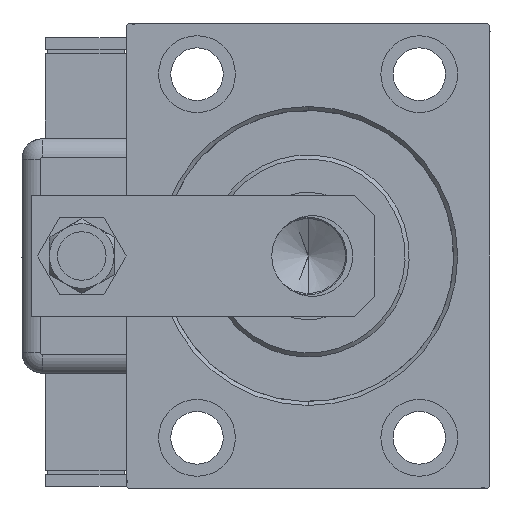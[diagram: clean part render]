
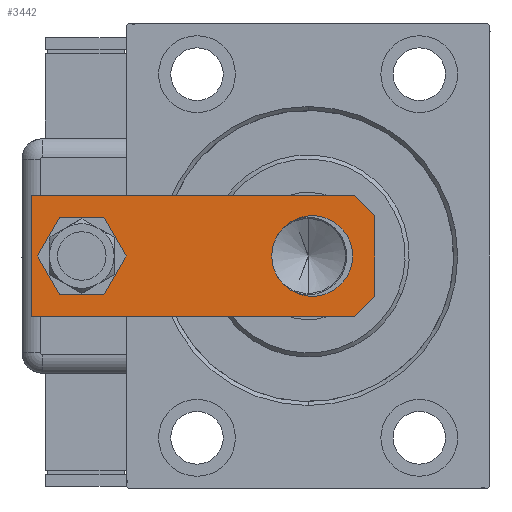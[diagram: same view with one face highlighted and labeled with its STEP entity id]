
A CAD part, left-side view. The second image highlights one B-rep face of the part: STEP entity #3442.
In plain terms, the highlighted face is planar.
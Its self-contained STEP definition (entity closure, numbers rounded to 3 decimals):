
#848 = ORIENTED_EDGE ( 'NONE', *, *, #6792, .T. ) ;
#1642 = DIRECTION ( 'NONE',  ( 0., 0., 1. ) ) ;
#2232 = FACE_OUTER_BOUND ( 'NONE', #45934, .T. ) ;
#2490 = ORIENTED_EDGE ( 'NONE', *, *, #41741, .T. ) ;
#3254 = LINE ( 'NONE', #3555, #39192 ) ;
#3442 = ADVANCED_FACE ( 'NONE', ( #2232, #57088, #47983 ), #53447, .F. ) ;
#3555 = CARTESIAN_POINT ( 'NONE',  ( -10., 0., 0. ) ) ;
#4410 = ORIENTED_EDGE ( 'NONE', *, *, #21697, .T. ) ;
#5089 = DIRECTION ( 'NONE',  ( 1., 0., 0. ) ) ;
#5317 = EDGE_LOOP ( 'NONE', ( #32049, #4410 ) ) ;
#5877 = VECTOR ( 'NONE', #52279, 1000. ) ;
#6031 = VERTEX_POINT ( 'NONE', #9161 ) ;
#6792 = EDGE_CURVE ( 'NONE', #11769, #21817, #3254, .T. ) ;
#7345 = AXIS2_PLACEMENT_3D ( 'NONE', #33858, #48076, #25078 ) ;
#7361 = DIRECTION ( 'NONE',  ( 1., 0., 0. ) ) ;
#7648 = VERTEX_POINT ( 'NONE', #45583 ) ;
#8741 = LINE ( 'NONE', #27226, #37483 ) ;
#8926 = EDGE_CURVE ( 'NONE', #50889, #49962, #23833, .T. ) ;
#9161 = CARTESIAN_POINT ( 'NONE',  ( 15., 5., 0. ) ) ;
#10625 = AXIS2_PLACEMENT_3D ( 'NONE', #21884, #39460, #7361 ) ;
#10770 = VERTEX_POINT ( 'NONE', #28820 ) ;
#10829 = EDGE_CURVE ( 'NONE', #6031, #10770, #21814, .T. ) ;
#11669 = VECTOR ( 'NONE', #12721, 1000. ) ;
#11769 = VERTEX_POINT ( 'NONE', #49841 ) ;
#12721 = DIRECTION ( 'NONE',  ( 0., 1., 0. ) ) ;
#12923 = AXIS2_PLACEMENT_3D ( 'NONE', #25282, #1642, #34954 ) ;
#17634 = CARTESIAN_POINT ( 'NONE',  ( 15., 85., 0. ) ) ;
#20995 = ORIENTED_EDGE ( 'NONE', *, *, #56398, .F. ) ;
#21697 = EDGE_CURVE ( 'NONE', #49962, #50889, #39619, .T. ) ;
#21814 = LINE ( 'NONE', #53939, #45152 ) ;
#21817 = VERTEX_POINT ( 'NONE', #55203 ) ;
#21884 = CARTESIAN_POINT ( 'NONE',  ( 0., 72.5, 0. ) ) ;
#22380 = CARTESIAN_POINT ( 'NONE',  ( 7., 72.5, 0. ) ) ;
#23833 = CIRCLE ( 'NONE', #7345, 7. ) ;
#24056 = ORIENTED_EDGE ( 'NONE', *, *, #10829, .T. ) ;
#24136 = DIRECTION ( 'NONE',  ( -1., 0., 0. ) ) ;
#24836 = CARTESIAN_POINT ( 'NONE',  ( 0., 15.5, 0. ) ) ;
#25078 = DIRECTION ( 'NONE',  ( 1., 0., 0. ) ) ;
#25282 = CARTESIAN_POINT ( 'NONE',  ( 0., 0., 0. ) ) ;
#25655 = AXIS2_PLACEMENT_3D ( 'NONE', #49545, #49845, #39556 ) ;
#26588 = DIRECTION ( 'NONE',  ( -0.707, 0.707, 0. ) ) ;
#27226 = CARTESIAN_POINT ( 'NONE',  ( -15., 0., 0. ) ) ;
#27410 = VERTEX_POINT ( 'NONE', #54867 ) ;
#27559 = CARTESIAN_POINT ( 'NONE',  ( 15., 0., 0. ) ) ;
#28379 = LINE ( 'NONE', #46232, #47455 ) ;
#28394 = EDGE_LOOP ( 'NONE', ( #58467, #2490 ) ) ;
#28820 = CARTESIAN_POINT ( 'NONE',  ( 10., 0., 0. ) ) ;
#30907 = ORIENTED_EDGE ( 'NONE', *, *, #58778, .F. ) ;
#32049 = ORIENTED_EDGE ( 'NONE', *, *, #8926, .T. ) ;
#33485 = EDGE_CURVE ( 'NONE', #27410, #48969, #59536, .T. ) ;
#33858 = CARTESIAN_POINT ( 'NONE',  ( 0., 72.5, 0. ) ) ;
#34954 = DIRECTION ( 'NONE',  ( 1., 0., 0. ) ) ;
#36980 = CARTESIAN_POINT ( 'NONE',  ( -7., 72.5, 0. ) ) ;
#37440 = CIRCLE ( 'NONE', #38378, 10. ) ;
#37483 = VECTOR ( 'NONE', #5089, 1000. ) ;
#38028 = CARTESIAN_POINT ( 'NONE',  ( -15., 85., 0. ) ) ;
#38148 = DIRECTION ( 'NONE',  ( 0., 0., 1. ) ) ;
#38378 = AXIS2_PLACEMENT_3D ( 'NONE', #24836, #38148, #48133 ) ;
#39192 = VECTOR ( 'NONE', #26588, 1000. ) ;
#39460 = DIRECTION ( 'NONE',  ( 0., 0., 1. ) ) ;
#39556 = DIRECTION ( 'NONE',  ( 1., 0., 0. ) ) ;
#39619 = CIRCLE ( 'NONE', #10625, 7. ) ;
#39974 = DIRECTION ( 'NONE',  ( -0.707, -0.707, 0. ) ) ;
#41741 = EDGE_CURVE ( 'NONE', #48969, #27410, #37440, .T. ) ;
#42649 = ORIENTED_EDGE ( 'NONE', *, *, #43034, .F. ) ;
#43034 = EDGE_CURVE ( 'NONE', #11769, #10770, #8741, .T. ) ;
#43947 = ORIENTED_EDGE ( 'NONE', *, *, #59172, .F. ) ;
#45152 = VECTOR ( 'NONE', #39974, 1000. ) ;
#45583 = CARTESIAN_POINT ( 'NONE',  ( -15., 85., 0. ) ) ;
#45934 = EDGE_LOOP ( 'NONE', ( #42649, #848, #20995, #43947, #30907, #24056 ) ) ;
#46232 = CARTESIAN_POINT ( 'NONE',  ( 15., 85., 0. ) ) ;
#47455 = VECTOR ( 'NONE', #24136, 1000. ) ;
#47983 = FACE_BOUND ( 'NONE', #28394, .T. ) ;
#48076 = DIRECTION ( 'NONE',  ( 0., 0., 1. ) ) ;
#48133 = DIRECTION ( 'NONE',  ( 1., 0., 0. ) ) ;
#48410 = VERTEX_POINT ( 'NONE', #17634 ) ;
#48969 = VERTEX_POINT ( 'NONE', #55349 ) ;
#49545 = CARTESIAN_POINT ( 'NONE',  ( 0., 15.5, 0. ) ) ;
#49841 = CARTESIAN_POINT ( 'NONE',  ( -10., 0., 0. ) ) ;
#49845 = DIRECTION ( 'NONE',  ( 0., 0., 1. ) ) ;
#49962 = VERTEX_POINT ( 'NONE', #22380 ) ;
#50889 = VERTEX_POINT ( 'NONE', #36980 ) ;
#52279 = DIRECTION ( 'NONE',  ( 0., -1., 0. ) ) ;
#53447 = PLANE ( 'NONE',  #12923 ) ;
#53939 = CARTESIAN_POINT ( 'NONE',  ( 15., 5., 0. ) ) ;
#54519 = LINE ( 'NONE', #27559, #11669 ) ;
#54867 = CARTESIAN_POINT ( 'NONE',  ( -10., 15.5, 0. ) ) ;
#55203 = CARTESIAN_POINT ( 'NONE',  ( -15., 5., 0. ) ) ;
#55349 = CARTESIAN_POINT ( 'NONE',  ( 10., 15.5, 0. ) ) ;
#56398 = EDGE_CURVE ( 'NONE', #7648, #21817, #56827, .T. ) ;
#56827 = LINE ( 'NONE', #38028, #5877 ) ;
#57088 = FACE_BOUND ( 'NONE', #5317, .T. ) ;
#58467 = ORIENTED_EDGE ( 'NONE', *, *, #33485, .T. ) ;
#58778 = EDGE_CURVE ( 'NONE', #6031, #48410, #54519, .T. ) ;
#59172 = EDGE_CURVE ( 'NONE', #48410, #7648, #28379, .T. ) ;
#59536 = CIRCLE ( 'NONE', #25655, 10. ) ;
